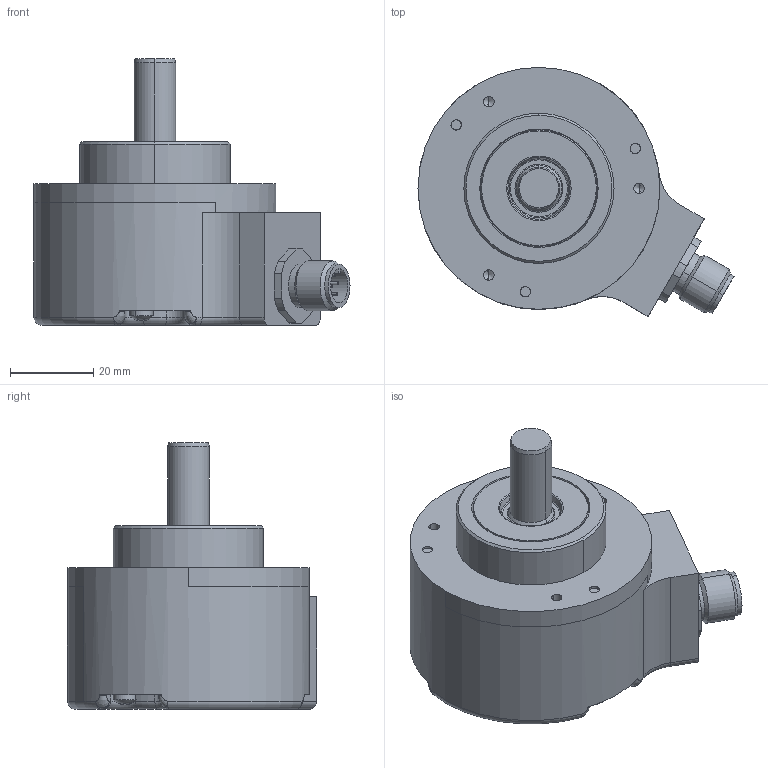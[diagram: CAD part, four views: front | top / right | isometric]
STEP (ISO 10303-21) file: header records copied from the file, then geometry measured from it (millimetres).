
FILE_DESCRIPTION((''),'2;1');
FILE_NAME('588440','2010-11-10T',('se2802'),(''),'PRO/ENGINEER BY PARAMETRIC TECHNOLOGY CORPORATION, 2010180','PRO/ENGINEER BY PARAMETRIC TECHNOLOGY CORPORATION, 2010180','');
FILE_SCHEMA(('CONFIG_CONTROL_DESIGN'));
Length unit declared in the file: millimetre
Products named in the file (1): 588440
Bounding box: 75.77 x 59.69 x 64 mm (x, y, z)
Volume: 108199.3 mm3; surface area: 16797.5 mm2
Topology: 1 solids, 2 shells, 865 faces, 2339 edges, 1541 vertices
Faces by surface type: extrusion 324, plane 271, cylinder 187, torus 37, cone 28, sphere 12, bspline 6
Entity records: 31783 total; most frequent: CARTESIAN_POINT 11144, ORIENTED_EDGE 4666, DIRECTION 3430, EDGE_CURVE 2333, VERTEX_POINT 1541, VECTOR 1294, B_SPLINE_CURVE_WITH_KNOTS 1154, AXIS2_PLACEMENT_3D 1068
